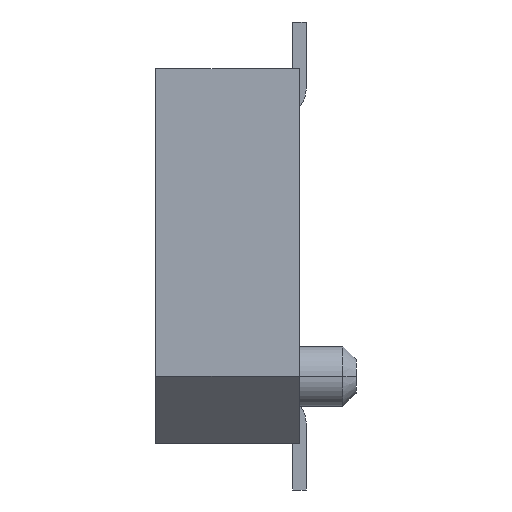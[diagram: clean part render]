
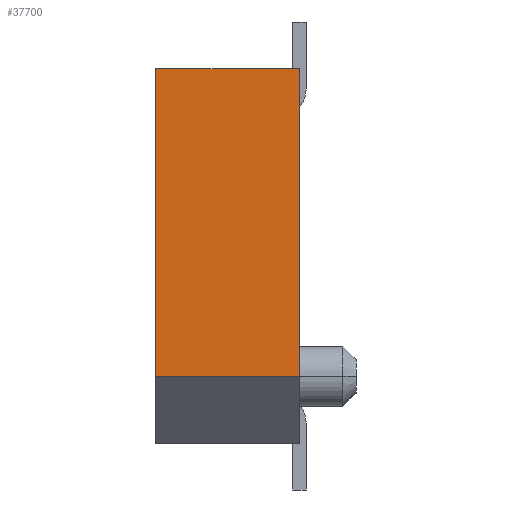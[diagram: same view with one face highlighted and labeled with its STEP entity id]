
A CAD part, left-side view. The second image highlights one B-rep face of the part: STEP entity #37700.
In plain terms, the highlighted planar face has unit normal (-1, 0, 0).
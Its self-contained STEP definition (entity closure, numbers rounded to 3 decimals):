
#35940=CARTESIAN_POINT('',(18.,2.15,2.8));
#35950=VERTEX_POINT('',#35940);
#35980=CARTESIAN_POINT('',(18.,2.15,0.));
#35990=DIRECTION('',(0.,0.,1.));
#36000=VECTOR('',#35990,1.);
#36010=LINE('',#35980,#36000);
#36020=CARTESIAN_POINT('',(18.,2.15,-1.8));
#36030=VERTEX_POINT('',#36020);
#36040=EDGE_CURVE('',#36030,#35950,#36010,.T.);
#37400=CARTESIAN_POINT('',(18.,1.075,0.25));
#37410=DIRECTION('',(-1.,0.,0.));
#37420=DIRECTION('',(0.,0.,1.));
#37430=AXIS2_PLACEMENT_3D('',#37400,#37410,#37420);
#37440=PLANE('',#37430);
#37450=ORIENTED_EDGE('',*,*,#36040,.F.);
#37460=CARTESIAN_POINT('',(18.,0.,2.8));
#37470=DIRECTION('',(0.,1.,0.));
#37480=VECTOR('',#37470,1.);
#37490=LINE('',#37460,#37480);
#37500=CARTESIAN_POINT('',(18.,0.,2.8));
#37510=VERTEX_POINT('',#37500);
#37520=EDGE_CURVE('',#37510,#35950,#37490,.T.);
#37530=ORIENTED_EDGE('',*,*,#37520,.T.);
#37540=CARTESIAN_POINT('',(18.,0.,0.));
#37550=DIRECTION('',(0.,0.,-1.));
#37560=VECTOR('',#37550,1.);
#37570=LINE('',#37540,#37560);
#37580=CARTESIAN_POINT('',(18.,0.,-1.8));
#37590=VERTEX_POINT('',#37580);
#37600=EDGE_CURVE('',#37510,#37590,#37570,.T.);
#37610=ORIENTED_EDGE('',*,*,#37600,.F.);
#37620=CARTESIAN_POINT('',(18.,0.,-1.8));
#37630=DIRECTION('',(0.,-1.,0.));
#37640=VECTOR('',#37630,1.);
#37650=LINE('',#37620,#37640);
#37660=EDGE_CURVE('',#36030,#37590,#37650,.T.);
#37670=ORIENTED_EDGE('',*,*,#37660,.T.);
#37680=EDGE_LOOP('',(#37670,#37610,#37530,#37450));
#37690=FACE_OUTER_BOUND('',#37680,.T.);
#37700=ADVANCED_FACE('',(#37690),#37440,.T.);
